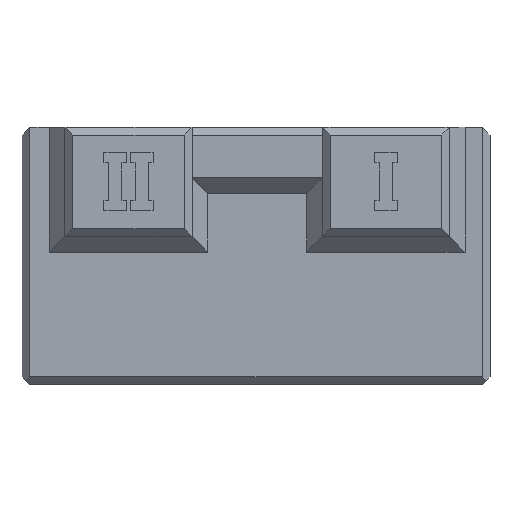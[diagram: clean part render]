
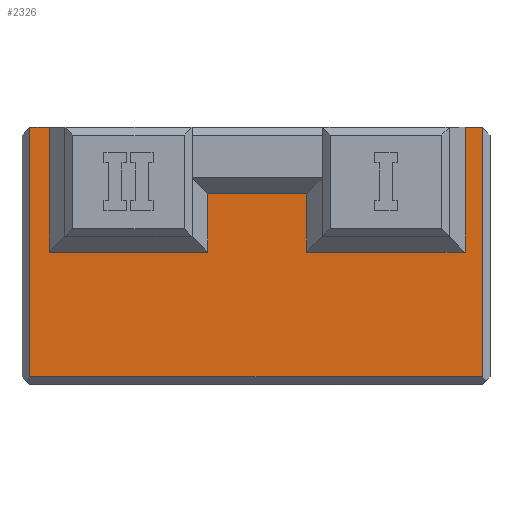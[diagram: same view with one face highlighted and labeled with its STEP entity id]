
A CAD part, top view. The second image highlights one B-rep face of the part: STEP entity #2326.
In plain terms, the highlighted planar face has unit normal (0, 0, 1).
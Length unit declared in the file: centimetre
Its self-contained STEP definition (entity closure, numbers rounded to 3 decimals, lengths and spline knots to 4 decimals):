
#61=VECTOR('',#2540,1.);
#101=VECTOR('',#2593,1.);
#130=VECTOR('',#2625,1.);
#132=VECTOR('',#2628,1.);
#135=VECTOR('',#2632,1.);
#137=VECTOR('',#2635,1.);
#139=VECTOR('',#2638,1.);
#141=VECTOR('',#2641,1.);
#144=VECTOR('',#2645,1.);
#152=VECTOR('',#2659,1.);
#168=VECTOR('',#2683,1.);
#178=VECTOR('',#2695,1.);
#354=LINE('',#3080,#61);
#394=LINE('',#3166,#101);
#423=LINE('',#3225,#130);
#425=LINE('',#3229,#132);
#428=LINE('',#3234,#135);
#430=LINE('',#3238,#137);
#432=LINE('',#3242,#139);
#434=LINE('',#3246,#141);
#437=LINE('',#3251,#144);
#445=LINE('',#3269,#152);
#461=LINE('',#3305,#168);
#471=LINE('',#3324,#178);
#702=PLANE('',#2457);
#757=VERTEX_POINT('',#3079);
#758=VERTEX_POINT('',#3081);
#793=VERTEX_POINT('',#3165);
#794=VERTEX_POINT('',#3167);
#820=VERTEX_POINT('',#3224);
#821=VERTEX_POINT('',#3226);
#822=VERTEX_POINT('',#3230);
#823=VERTEX_POINT('',#3235);
#824=VERTEX_POINT('',#3239);
#826=VERTEX_POINT('',#3247);
#831=VERTEX_POINT('',#3270);
#845=VERTEX_POINT('',#3306);
#998=EDGE_CURVE('',#757,#758,#354,.T.);
#1043=EDGE_CURVE('',#793,#794,#394,.T.);
#1072=EDGE_CURVE('',#820,#821,#423,.T.);
#1074=EDGE_CURVE('',#822,#820,#425,.T.);
#1077=EDGE_CURVE('',#794,#823,#428,.T.);
#1079=EDGE_CURVE('',#823,#824,#430,.T.);
#1081=EDGE_CURVE('',#824,#822,#432,.T.);
#1083=EDGE_CURVE('',#821,#826,#434,.T.);
#1086=EDGE_CURVE('',#826,#757,#437,.T.);
#1094=EDGE_CURVE('',#758,#831,#445,.T.);
#1112=EDGE_CURVE('',#831,#845,#461,.T.);
#1122=EDGE_CURVE('',#845,#793,#471,.T.);
#1750=ORIENTED_EDGE('',*,*,#1077,.F.);
#1751=ORIENTED_EDGE('',*,*,#1043,.F.);
#1752=ORIENTED_EDGE('',*,*,#1122,.F.);
#1753=ORIENTED_EDGE('',*,*,#1112,.F.);
#1754=ORIENTED_EDGE('',*,*,#1094,.F.);
#1755=ORIENTED_EDGE('',*,*,#998,.F.);
#1756=ORIENTED_EDGE('',*,*,#1086,.F.);
#1757=ORIENTED_EDGE('',*,*,#1083,.F.);
#1758=ORIENTED_EDGE('',*,*,#1072,.F.);
#1759=ORIENTED_EDGE('',*,*,#1074,.F.);
#1760=ORIENTED_EDGE('',*,*,#1081,.F.);
#1761=ORIENTED_EDGE('',*,*,#1079,.F.);
#2041=EDGE_LOOP('',(#1750,#1751,#1752,#1753,#1754,#1755,#1756,#1757,#1758,
#1759,#1760,#1761));
#2188=FACE_BOUND('',#2041,.T.);
#2326=ADVANCED_FACE('',(#2188),#702,.T.);
#2457=AXIS2_PLACEMENT_3D('',#3528,#2844,$);
#2540=DIRECTION('',(1.,0.,0.));
#2593=DIRECTION('',(1.,0.,0.));
#2625=DIRECTION('',(0.,-1.,0.));
#2628=DIRECTION('',(1.,0.,0.));
#2632=DIRECTION('',(0.,-1.,0.));
#2635=DIRECTION('',(1.,0.,0.));
#2638=DIRECTION('',(0.,1.,0.));
#2641=DIRECTION('',(1.,0.,0.));
#2645=DIRECTION('',(0.,1.,0.));
#2659=DIRECTION('',(0.,-1.,0.));
#2683=DIRECTION('',(-1.,0.,0.));
#2695=DIRECTION('',(0.,1.,0.));
#2844=DIRECTION('',(0.,0.,1.));
#3079=CARTESIAN_POINT('',(2.68,1.65,0.4));
#3080=CARTESIAN_POINT('',(2.38,1.65,0.4));
#3081=CARTESIAN_POINT('',(2.9,1.65,0.4));
#3165=CARTESIAN_POINT('',(-2.9,1.65,0.4));
#3166=CARTESIAN_POINT('',(-3.,1.65,0.4));
#3167=CARTESIAN_POINT('',(-2.65,1.65,0.4));
#3224=CARTESIAN_POINT('',(0.65,0.8,0.4));
#3225=CARTESIAN_POINT('',(0.65,0.4267,0.4));
#3226=CARTESIAN_POINT('',(0.65,0.05,0.4));
#3229=CARTESIAN_POINT('',(0.0089,0.8,0.4));
#3230=CARTESIAN_POINT('',(-0.62,0.8,0.4));
#3234=CARTESIAN_POINT('',(-2.65,0.4517,0.4));
#3235=CARTESIAN_POINT('',(-2.65,0.05,0.4));
#3238=CARTESIAN_POINT('',(-0.8161,0.05,0.4));
#3239=CARTESIAN_POINT('',(-0.62,0.05,0.4));
#3242=CARTESIAN_POINT('',(-0.62,0.4267,0.4));
#3246=CARTESIAN_POINT('',(0.8339,0.05,0.4));
#3247=CARTESIAN_POINT('',(2.68,0.05,0.4));
#3251=CARTESIAN_POINT('',(2.68,0.4517,0.4));
#3269=CARTESIAN_POINT('',(2.9,-0.0233,0.4));
#3270=CARTESIAN_POINT('',(2.9,-1.55,0.4));
#3305=CARTESIAN_POINT('',(0.0014,-1.55,0.4));
#3306=CARTESIAN_POINT('',(-2.9,-1.55,0.4));
#3324=CARTESIAN_POINT('',(-2.9,-0.0233,0.4));
#3528=CARTESIAN_POINT('',(0.0027,-0.0467,0.4));
